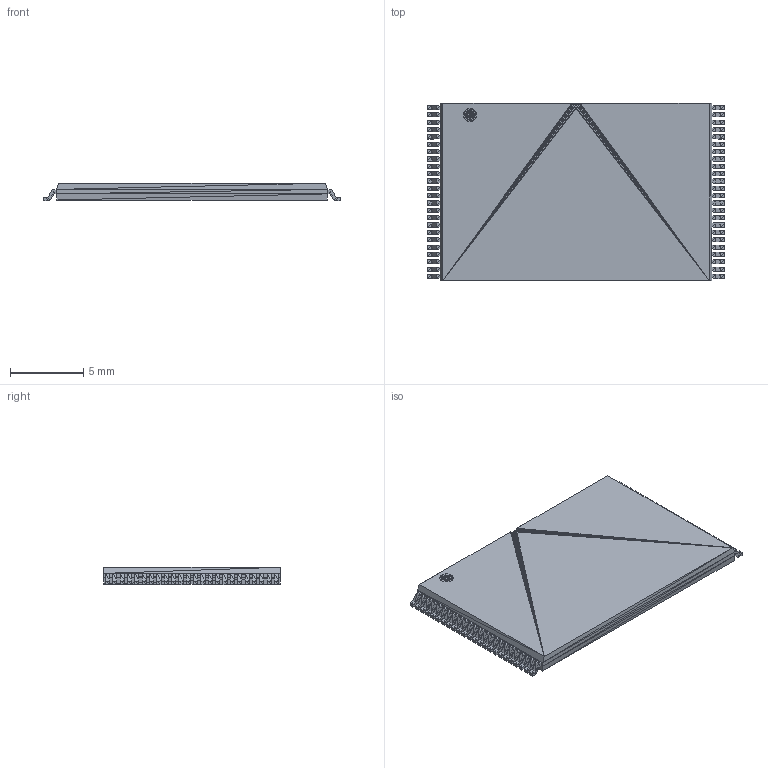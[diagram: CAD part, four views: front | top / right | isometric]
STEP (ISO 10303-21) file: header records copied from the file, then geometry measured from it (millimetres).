
FILE_DESCRIPTION(('STEP AP214'),'1');
FILE_NAME('TSOP-48_TS048-L','2020-02-06T06:15:38',(''),(''),'','','');
FILE_SCHEMA(('AUTOMOTIVE_DESIGN'));
Length unit declared in the file: millimetre
Products named in the file (1): product
Bounding box: 20.19 x 12.09 x 1.2 mm (x, y, z)
Volume: 3.7 mm3; surface area: 575 mm2
Topology: 49 solids, 50 shells, 1573 faces, 2361 edges, 887 vertices
Faces by surface type: plane 1573
Entity records: 30251 total; most frequent: DIRECTION 5509, ORIENTED_EDGE 4719, CARTESIAN_POINT 2461, EDGE_CURVE 2361, LINE 2361, VECTOR 2361, AXIS2_PLACEMENT_3D 1574, STYLED_ITEM 1573
